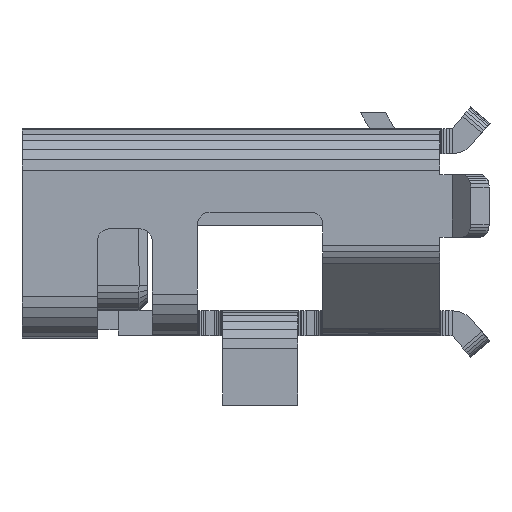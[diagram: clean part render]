
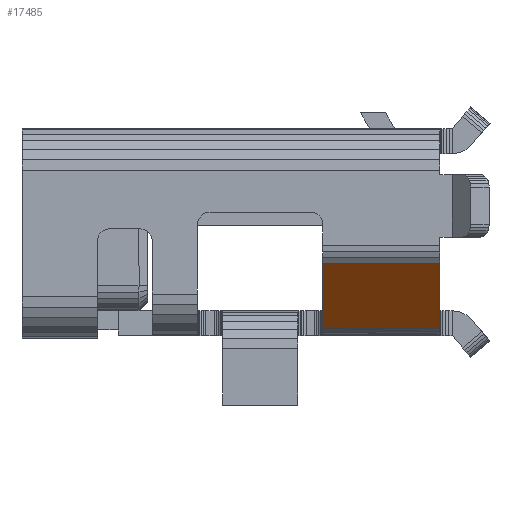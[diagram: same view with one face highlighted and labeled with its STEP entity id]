
A CAD part, left-side view. The second image highlights one B-rep face of the part: STEP entity #17485.
In plain terms, the highlighted planar face has unit normal (-0.716, 0, -0.698).
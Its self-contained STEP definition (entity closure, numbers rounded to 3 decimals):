
#4801=ORIENTED_EDGE('',*,*,#7483,.F.);
#4802=ORIENTED_EDGE('',*,*,#7484,.T.);
#4803=ORIENTED_EDGE('',*,*,#7463,.T.);
#4804=ORIENTED_EDGE('',*,*,#7485,.T.);
#7463=EDGE_CURVE('',#9097,#9105,#11510,.T.);
#7483=EDGE_CURVE('',#9118,#9119,#11530,.T.);
#7484=EDGE_CURVE('',#9118,#9097,#11531,.T.);
#7485=EDGE_CURVE('',#9105,#9119,#11532,.T.);
#9097=VERTEX_POINT('',#28499);
#9105=VERTEX_POINT('',#28530);
#9118=VERTEX_POINT('',#28570);
#9119=VERTEX_POINT('',#28571);
#11510=LINE('',#28529,#13965);
#11530=LINE('',#28569,#13985);
#11531=LINE('',#28572,#13986);
#11532=LINE('',#28573,#13987);
#13965=VECTOR('',#23665,1000.);
#13985=VECTOR('',#23699,1000.);
#13986=VECTOR('',#23700,1000.);
#13987=VECTOR('',#23701,1000.);
#14918=EDGE_LOOP('',(#4801,#4802,#4803,#4804));
#15777=FACE_BOUND('',#14918,.T.);
#16631=PLANE('',#19692);
#17485=ADVANCED_FACE('',(#15777),#16631,.F.);
#19692=AXIS2_PLACEMENT_3D('',#28568,#23697,#23698);
#23665=DIRECTION('',(0.,-1.,0.));
#23697=DIRECTION('',(0.716,0.,0.698));
#23698=DIRECTION('',(0.698,0.,-0.716));
#23699=DIRECTION('',(0.,-1.,0.));
#23700=DIRECTION('',(0.698,0.,-0.716));
#23701=DIRECTION('',(-0.698,0.,0.716));
#28499=CARTESIAN_POINT('',(-2.915,2.,0.106));
#28529=CARTESIAN_POINT('',(-2.915,2.,0.106));
#28530=CARTESIAN_POINT('',(-2.915,0.6,0.106));
#28568=CARTESIAN_POINT('',(-1.442,0.,-1.405));
#28569=CARTESIAN_POINT('',(-3.675,2.,0.886));
#28570=CARTESIAN_POINT('',(-3.675,2.,0.886));
#28571=CARTESIAN_POINT('',(-3.675,0.6,0.886));
#28572=CARTESIAN_POINT('',(-3.675,2.,0.886));
#28573=CARTESIAN_POINT('',(-2.915,0.6,0.106));
